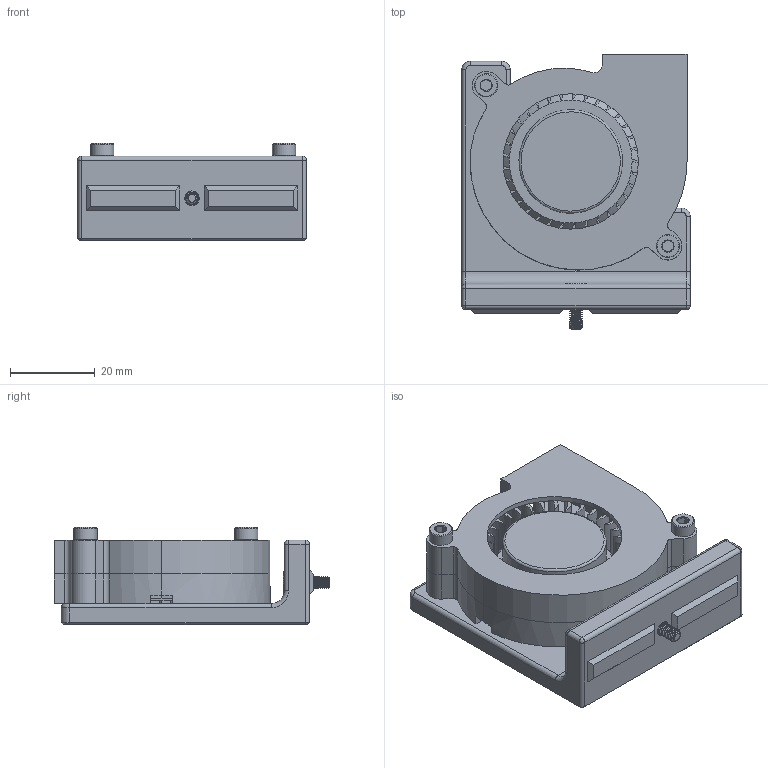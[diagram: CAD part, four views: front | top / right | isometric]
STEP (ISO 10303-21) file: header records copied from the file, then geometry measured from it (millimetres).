
FILE_DESCRIPTION(/* description */ (''),/* implementation_level */ '2;1');
FILE_NAME(/* name */ '5015_Bed_Fan_Mount_Trident.step',/* time_stamp */ '2022-03-16T18:30:54-05:00',/* author */ (''),/* organization */ (''),/* preprocessor_version */ 'ST-DEVELOPER v18.1',/* originating_system */ 'Autodesk Translation Framework v10.13.0.1454',/* authorisation */ '');
FILE_SCHEMA (('AUTOMOTIVE_DESIGN { 1 0 10303 214 3 1 1 }'));
Length unit declared in the file: millimetre
Products named in the file (9): 5015_Bed_Fan_Mount_Trident; 5015 Fan (1); turbine (1) (1); top (1) (1); bottom (1) (1); Mounting Plate; M3 Threaded Insert (2); M3x20 SHCS; M3x8 SHCS
Assembly tree (10 placements, depth 3):
  5015_Bed_Fan_Mount_Trident
    5015 Fan (1)
      turbine (1) (1)
      top (1) (1)
      bottom (1) (1)
    Mounting Plate
    M3 Threaded Insert (2)  x2
    M3x20 SHCS  x2
    M3x8 SHCS
Bounding box: 54.1 x 65.23 x 23 mm (x, y, z)
Volume: 22446.1 mm3; surface area: 26809.7 mm2
Topology: 10 solids, 10 shells, 915 faces, 2456 edges, 1588 vertices
Faces by surface type: cylinder 448, plane 215, bspline 166, cone 77, torus 5, sphere 4
Full cylindrical faces by diameter (mm): 2.35 x91, 2.9 x2, 3 x93, 3.5 x1, 4.2 x2, 4.25 x2, 4.5 x4, 4.6 x2, 4.7 x2, 5 x1, 5.5 x3, 5.65 x2, 6 x1, 22.8 x1, 24.5 x1, 32 x1
Entity records: 34404 total; most frequent: CARTESIAN_POINT 17372, ORIENTED_EDGE 3682, DIRECTION 3365, EDGE_CURVE 1841, AXIS2_PLACEMENT_3D 1359, VERTEX_POINT 1183, EDGE_LOOP 738, FACE_OUTER_BOUND 695
